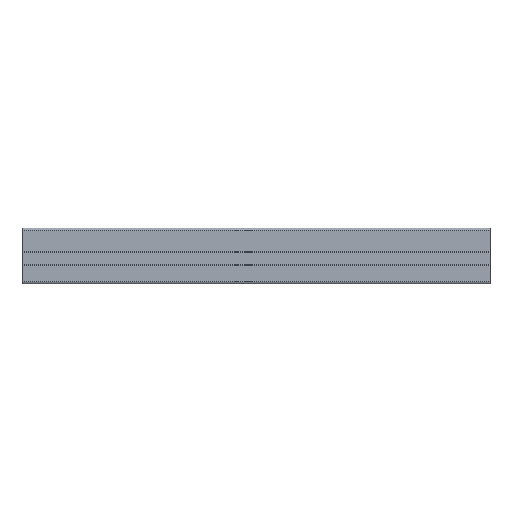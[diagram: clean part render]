
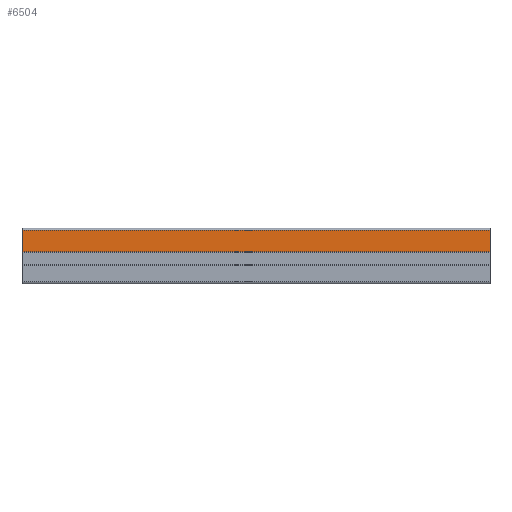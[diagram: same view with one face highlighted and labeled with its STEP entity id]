
A CAD part, left-side view. The second image highlights one B-rep face of the part: STEP entity #6504.
In plain terms, the highlighted planar face has unit normal (-1, 0, 0).
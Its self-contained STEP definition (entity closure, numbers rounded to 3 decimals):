
#487 = CARTESIAN_POINT ( 'NONE',  ( -79., 0., 31.5 ) ) ;
#721 = VERTEX_POINT ( 'NONE', #2676 ) ;
#761 = ORIENTED_EDGE ( 'NONE', *, *, #2033, .F. ) ;
#1153 = ORIENTED_EDGE ( 'NONE', *, *, #7726, .F. ) ;
#1524 = DIRECTION ( 'NONE',  ( 0., 1., 0. ) ) ;
#2033 = EDGE_CURVE ( 'NONE', #6991, #721, #8073, .T. ) ;
#2607 = DIRECTION ( 'NONE',  ( 0., -1., 0. ) ) ;
#2676 = CARTESIAN_POINT ( 'NONE',  ( -79., 464., 53. ) ) ;
#3047 = VECTOR ( 'NONE', #1524, 1000. ) ;
#3298 = ORIENTED_EDGE ( 'NONE', *, *, #3420, .T. ) ;
#3381 = VERTEX_POINT ( 'NONE', #3919 ) ;
#3420 = EDGE_CURVE ( 'NONE', #6991, #3381, #4087, .T. ) ;
#3728 = VECTOR ( 'NONE', #9826, 1000. ) ;
#3919 = CARTESIAN_POINT ( 'NONE',  ( -79., 0., 31.5 ) ) ;
#4087 = LINE ( 'NONE', #487, #9490 ) ;
#4104 = EDGE_LOOP ( 'NONE', ( #761, #3298, #1153, #9134 ) ) ;
#4507 = EDGE_CURVE ( 'NONE', #6824, #721, #9601, .T. ) ;
#5539 = CARTESIAN_POINT ( 'NONE',  ( -79., 464., 31.5 ) ) ;
#5724 = DIRECTION ( 'NONE',  ( -1., 0., 0. ) ) ;
#5947 = VECTOR ( 'NONE', #7022, 1000. ) ;
#6097 = CARTESIAN_POINT ( 'NONE',  ( -79., 0., 53. ) ) ;
#6182 = CARTESIAN_POINT ( 'NONE',  ( -79., 0., 0. ) ) ;
#6504 = ADVANCED_FACE ( 'NONE', ( #8645 ), #8899, .T. ) ;
#6824 = VERTEX_POINT ( 'NONE', #6097 ) ;
#6991 = VERTEX_POINT ( 'NONE', #5539 ) ;
#7022 = DIRECTION ( 'NONE',  ( 0., 0., -1. ) ) ;
#7354 = CARTESIAN_POINT ( 'NONE',  ( -79., 469., 53. ) ) ;
#7726 = EDGE_CURVE ( 'NONE', #6824, #3381, #8109, .T. ) ;
#8073 = LINE ( 'NONE', #10682, #3728 ) ;
#8109 = LINE ( 'NONE', #6182, #5947 ) ;
#8143 = CARTESIAN_POINT ( 'NONE',  ( -79., -85.563, 0. ) ) ;
#8645 = FACE_OUTER_BOUND ( 'NONE', #4104, .T. ) ;
#8899 = PLANE ( 'NONE',  #10378 ) ;
#9004 = DIRECTION ( 'NONE',  ( 0., 0., 1. ) ) ;
#9134 = ORIENTED_EDGE ( 'NONE', *, *, #4507, .T. ) ;
#9490 = VECTOR ( 'NONE', #2607, 1000. ) ;
#9601 = LINE ( 'NONE', #7354, #3047 ) ;
#9826 = DIRECTION ( 'NONE',  ( 0., 0., 1. ) ) ;
#10378 = AXIS2_PLACEMENT_3D ( 'NONE', #8143, #5724, #9004 ) ;
#10682 = CARTESIAN_POINT ( 'NONE',  ( -79., 464., 2. ) ) ;
